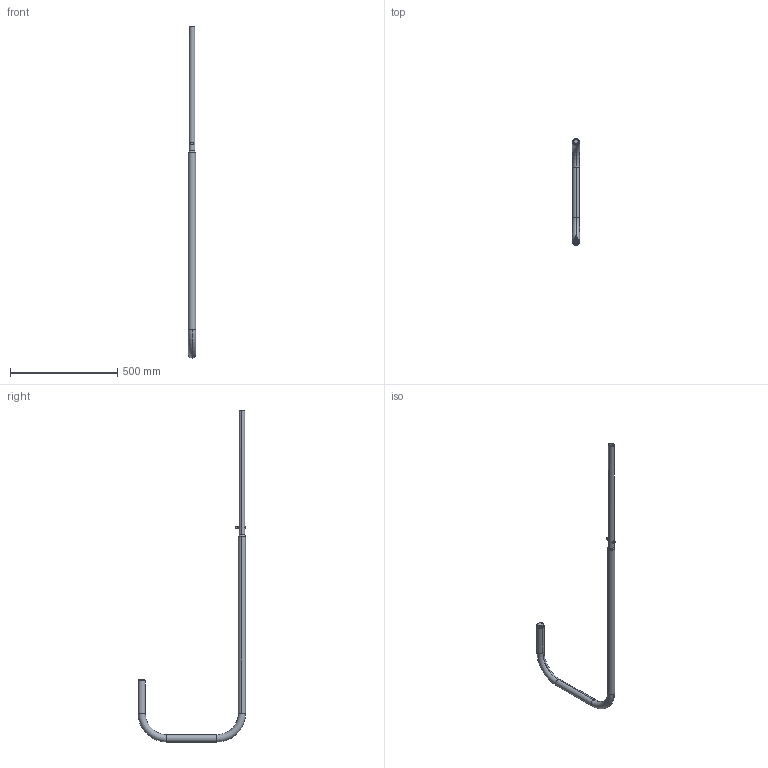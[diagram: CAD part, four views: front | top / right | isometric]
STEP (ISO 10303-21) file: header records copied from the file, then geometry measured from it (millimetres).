
FILE_DESCRIPTION (( 'STEP AP203' ), '1' );
FILE_NAME ('0928145000.STEP', '2024-05-28T11:54:45', ( '' ), ( '' ), 'SwSTEP 2.0', 'SolidWorks 2022', '' );
FILE_SCHEMA (( 'CONFIG_CONTROL_DESIGN' ));
Length unit declared in the file: metre
Products named in the file (1): 0928145000
Bounding box: 33.7 x 501.85 x 1544.95 mm (x, y, z)
Volume: 698588.2 mm3; surface area: 391012 mm2
Topology: 4 solids, 4 shells, 112 faces, 236 edges, 139 vertices
Faces by surface type: cone 37, cylinder 36, plane 27, torus 12
Entity records: 3502 total; most frequent: CARTESIAN_POINT 1018, DIRECTION 533, ORIENTED_EDGE 472, EDGE_CURVE 236, AXIS2_PLACEMENT_3D 230, VERTEX_POINT 139, EDGE_LOOP 127, CIRCLE 117
